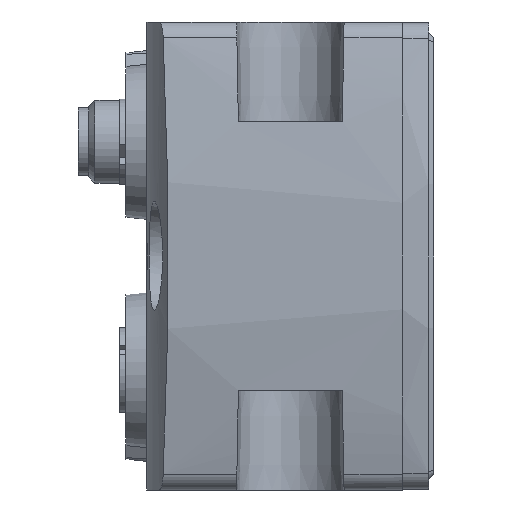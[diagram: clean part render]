
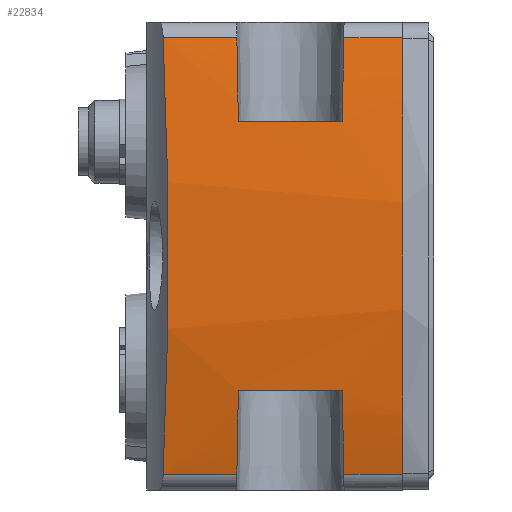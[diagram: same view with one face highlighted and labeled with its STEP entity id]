
A CAD part, left-side view. The second image highlights one B-rep face of the part: STEP entity #22834.
In plain terms, the highlighted cylindrical face has radius 88.394 mm (diameter 176.788 mm), a partial arc.
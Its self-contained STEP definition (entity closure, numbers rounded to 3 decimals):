
#92=B_SPLINE_CURVE_WITH_KNOTS('',3,(#31264,#31265,#31266,#31267,#31268,
#31269),.UNSPECIFIED.,.F.,.F.,(4,1,1,4),(0.,0.021,
0.032,0.042),.UNSPECIFIED.);
#222=ELLIPSE('',#23977,88.408,88.394);
#223=ELLIPSE('',#23978,88.408,88.394);
#224=ELLIPSE('',#23982,88.408,88.394);
#225=ELLIPSE('',#23983,88.408,88.394);
#251=CYLINDRICAL_SURFACE('',#23976,88.394);
#623=CIRCLE('',#23979,88.394);
#624=CIRCLE('',#23980,88.394);
#625=CIRCLE('',#23981,88.394);
#1966=ORIENTED_EDGE('',*,*,#6569,.T.);
#1967=ORIENTED_EDGE('',*,*,#6573,.T.);
#1968=ORIENTED_EDGE('',*,*,#6566,.T.);
#1969=ORIENTED_EDGE('',*,*,#6574,.T.);
#1970=ORIENTED_EDGE('',*,*,#6575,.T.);
#1971=ORIENTED_EDGE('',*,*,#6576,.T.);
#1972=ORIENTED_EDGE('',*,*,#6577,.T.);
#1973=ORIENTED_EDGE('',*,*,#6578,.T.);
#1974=ORIENTED_EDGE('',*,*,#6579,.F.);
#1975=ORIENTED_EDGE('',*,*,#6580,.F.);
#1976=ORIENTED_EDGE('',*,*,#6559,.F.);
#1977=ORIENTED_EDGE('',*,*,#6581,.F.);
#1978=ORIENTED_EDGE('',*,*,#6582,.F.);
#1979=ORIENTED_EDGE('',*,*,#6394,.T.);
#6394=EDGE_CURVE('',#8739,#8738,#92,.T.);
#6559=EDGE_CURVE('',#8843,#8844,#10374,.T.);
#6566=EDGE_CURVE('',#8848,#8850,#10379,.T.);
#6569=EDGE_CURVE('',#8738,#8851,#10380,.T.);
#6573=EDGE_CURVE('',#8851,#8848,#222,.F.);
#6574=EDGE_CURVE('',#8850,#8852,#223,.F.);
#6575=EDGE_CURVE('',#8852,#8853,#10381,.T.);
#6576=EDGE_CURVE('',#8853,#8854,#623,.T.);
#6577=EDGE_CURVE('',#8854,#8855,#624,.T.);
#6578=EDGE_CURVE('',#8855,#8856,#625,.T.);
#6579=EDGE_CURVE('',#8857,#8856,#10382,.T.);
#6580=EDGE_CURVE('',#8844,#8857,#224,.T.);
#6581=EDGE_CURVE('',#8858,#8843,#225,.T.);
#6582=EDGE_CURVE('',#8739,#8858,#10383,.T.);
#8738=VERTEX_POINT('',#31263);
#8739=VERTEX_POINT('',#31270);
#8843=VERTEX_POINT('',#31680);
#8844=VERTEX_POINT('',#31681);
#8848=VERTEX_POINT('',#31690);
#8850=VERTEX_POINT('',#31694);
#8851=VERTEX_POINT('',#31700);
#8852=VERTEX_POINT('',#31710);
#8853=VERTEX_POINT('',#31712);
#8854=VERTEX_POINT('',#31714);
#8855=VERTEX_POINT('',#31716);
#8856=VERTEX_POINT('',#31718);
#8857=VERTEX_POINT('',#31720);
#8858=VERTEX_POINT('',#31723);
#10374=LINE('',#31679,#12015);
#10379=LINE('',#31695,#12020);
#10380=LINE('',#31701,#12021);
#10381=LINE('',#31711,#12022);
#10382=LINE('',#31719,#12023);
#10383=LINE('',#31724,#12024);
#12015=VECTOR('',#26342,1000.);
#12020=VECTOR('',#26353,1000.);
#12021=VECTOR('',#26362,1000.);
#12022=VECTOR('',#26379,1000.);
#12023=VECTOR('',#26386,1000.);
#12024=VECTOR('',#26391,1000.);
#13336=EDGE_LOOP('',(#1966,#1967,#1968,#1969,#1970,#1971,#1972,#1973,#1974,
#1975,#1976,#1977,#1978,#1979));
#14489=FACE_BOUND('',#13336,.T.);
#22834=ADVANCED_FACE('',(#14489),#251,.T.);
#23976=AXIS2_PLACEMENT_3D('',#31707,#26373,#26374);
#23977=AXIS2_PLACEMENT_3D('',#31708,#26375,#26376);
#23978=AXIS2_PLACEMENT_3D('',#31709,#26377,#26378);
#23979=AXIS2_PLACEMENT_3D('',#31713,#26380,#26381);
#23980=AXIS2_PLACEMENT_3D('',#31715,#26382,#26383);
#23981=AXIS2_PLACEMENT_3D('',#31717,#26384,#26385);
#23982=AXIS2_PLACEMENT_3D('',#31721,#26387,#26388);
#23983=AXIS2_PLACEMENT_3D('',#31722,#26389,#26390);
#26342=DIRECTION('',(0.,-1.,0.));
#26353=DIRECTION('',(0.,-1.,0.));
#26362=DIRECTION('',(0.,-1.,0.));
#26373=DIRECTION('',(0.,-1.,0.));
#26374=DIRECTION('',(0.,0.,-1.));
#26375=DIRECTION('',(0.,-1.,-0.017));
#26376=DIRECTION('',(0.,-0.017,1.));
#26377=DIRECTION('',(0.,1.,-0.017));
#26378=DIRECTION('',(0.,-0.017,-1.));
#26379=DIRECTION('',(0.,-1.,0.));
#26380=DIRECTION('',(0.,1.,0.));
#26381=DIRECTION('',(1.,0.,0.));
#26382=DIRECTION('',(0.,1.,0.));
#26383=DIRECTION('',(1.,0.,0.));
#26384=DIRECTION('',(0.,1.,0.));
#26385=DIRECTION('',(1.,0.,0.));
#26386=DIRECTION('',(0.,-1.,0.));
#26387=DIRECTION('',(0.,1.,0.017));
#26388=DIRECTION('',(0.,-0.017,1.));
#26389=DIRECTION('',(0.,-1.,0.017));
#26390=DIRECTION('',(0.,-0.017,-1.));
#26391=DIRECTION('',(0.,-1.,0.));
#31263=CARTESIAN_POINT('',(-82.455,26.029,-20.975));
#31264=CARTESIAN_POINT('',(-82.455,26.029,20.975));
#31265=CARTESIAN_POINT('',(-84.141,25.715,14.073));
#31266=CARTESIAN_POINT('',(-85.396,25.429,3.644));
#31267=CARTESIAN_POINT('',(-84.566,25.613,-10.537));
#31268=CARTESIAN_POINT('',(-83.299,25.872,-17.523));
#31269=CARTESIAN_POINT('',(-82.455,26.029,-20.975));
#31270=CARTESIAN_POINT('',(-82.455,26.029,20.975));
#31679=CARTESIAN_POINT('',(-84.026,27.6,12.95));
#31680=CARTESIAN_POINT('',(-84.026,18.8,12.95));
#31681=CARTESIAN_POINT('',(-84.026,8.8,12.95));
#31690=CARTESIAN_POINT('',(-84.026,18.8,-12.95));
#31694=CARTESIAN_POINT('',(-84.026,8.8,-12.95));
#31695=CARTESIAN_POINT('',(-84.026,27.6,-12.95));
#31700=CARTESIAN_POINT('',(-82.455,18.94,-20.975));
#31701=CARTESIAN_POINT('',(-82.455,27.6,-20.975));
#31707=CARTESIAN_POINT('',(3.414,27.6,0.));
#31708=CARTESIAN_POINT('',(3.414,18.574,0.));
#31709=CARTESIAN_POINT('',(3.414,9.026,0.));
#31710=CARTESIAN_POINT('',(-82.455,8.66,-20.975));
#31711=CARTESIAN_POINT('',(-82.455,27.6,-20.975));
#31712=CARTESIAN_POINT('',(-82.455,3.,-20.975));
#31713=CARTESIAN_POINT('',(3.414,3.,0.));
#31714=CARTESIAN_POINT('',(-83.645,3.,-15.303));
#31715=CARTESIAN_POINT('',(3.414,3.,0.));
#31716=CARTESIAN_POINT('',(-83.645,3.,15.303));
#31717=CARTESIAN_POINT('',(3.414,3.,0.));
#31718=CARTESIAN_POINT('',(-82.455,3.,20.975));
#31719=CARTESIAN_POINT('',(-82.455,27.6,20.975));
#31720=CARTESIAN_POINT('',(-82.455,8.66,20.975));
#31721=CARTESIAN_POINT('',(3.414,9.026,0.));
#31722=CARTESIAN_POINT('',(3.414,18.574,0.));
#31723=CARTESIAN_POINT('',(-82.455,18.94,20.975));
#31724=CARTESIAN_POINT('',(-82.455,27.6,20.975));
